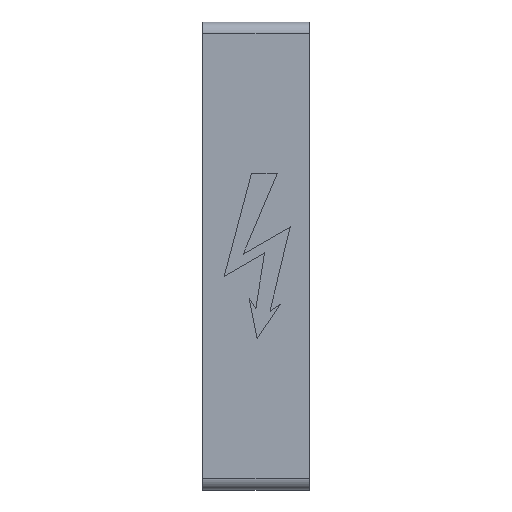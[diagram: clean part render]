
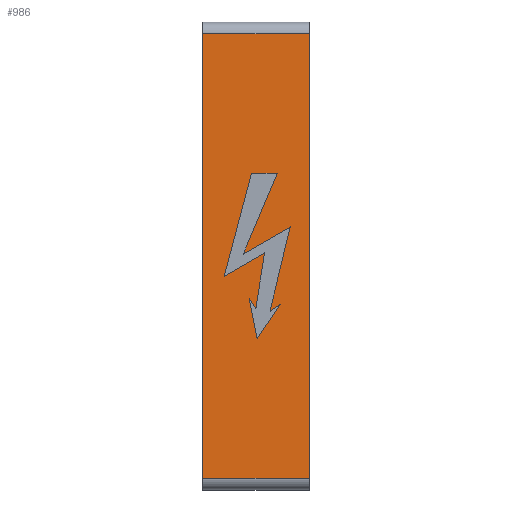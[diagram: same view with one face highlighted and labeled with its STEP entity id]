
A CAD part, top view. The second image highlights one B-rep face of the part: STEP entity #986.
In plain terms, the highlighted planar face has unit normal (0, 0, 1).
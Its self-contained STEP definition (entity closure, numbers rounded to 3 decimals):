
#883=AXIS2_PLACEMENT_3D('Plane Axis2P3D',#880,#881,#882) ;
#683=CARTESIAN_POINT('Vertex',(4.5,19.3,9.6)) ;
#686=CARTESIAN_POINT('Line Origine',(4.5,9.9,9.6)) ;
#690=CARTESIAN_POINT('Vertex',(4.5,0.5,9.6)) ;
#730=CARTESIAN_POINT('Line Origine',(2.25,0.5,9.6)) ;
#734=CARTESIAN_POINT('Vertex',(0.,0.5,9.6)) ;
#762=CARTESIAN_POINT('Line Origine',(0.,9.9,9.6)) ;
#766=CARTESIAN_POINT('Vertex',(0.,19.3,9.6)) ;
#880=CARTESIAN_POINT('Axis2P3D Location',(2.25,0.5,9.6)) ;
#885=CARTESIAN_POINT('Line Origine',(2.25,19.3,9.6)) ;
#896=CARTESIAN_POINT('Line Origine',(1.48,11.218,9.6)) ;
#900=CARTESIAN_POINT('Vertex',(2.059,13.4,9.6)) ;
#902=CARTESIAN_POINT('Vertex',(0.9,9.035,9.6)) ;
#905=CARTESIAN_POINT('Line Origine',(2.606,13.4,9.6)) ;
#909=CARTESIAN_POINT('Vertex',(3.153,13.4,9.6)) ;
#912=CARTESIAN_POINT('Line Origine',(2.431,11.689,9.6)) ;
#916=CARTESIAN_POINT('Vertex',(1.709,9.978,9.6)) ;
#919=CARTESIAN_POINT('Line Origine',(2.705,10.553,9.6)) ;
#923=CARTESIAN_POINT('Vertex',(3.7,11.127,9.6)) ;
#926=CARTESIAN_POINT('Line Origine',(3.272,9.347,9.6)) ;
#930=CARTESIAN_POINT('Vertex',(2.843,7.567,9.6)) ;
#933=CARTESIAN_POINT('Line Origine',(3.059,7.711,9.6)) ;
#937=CARTESIAN_POINT('Vertex',(3.274,7.854,9.6)) ;
#940=CARTESIAN_POINT('Line Origine',(2.787,7.127,9.6)) ;
#944=CARTESIAN_POINT('Vertex',(2.3,6.4,9.6)) ;
#947=CARTESIAN_POINT('Line Origine',(2.13,7.258,9.6)) ;
#951=CARTESIAN_POINT('Vertex',(1.96,8.117,9.6)) ;
#954=CARTESIAN_POINT('Line Origine',(2.102,7.904,9.6)) ;
#958=CARTESIAN_POINT('Vertex',(2.243,7.692,9.6)) ;
#961=CARTESIAN_POINT('Line Origine',(2.429,8.859,9.6)) ;
#965=CARTESIAN_POINT('Vertex',(2.615,10.026,9.6)) ;
#968=CARTESIAN_POINT('Line Origine',(1.758,9.53,9.6)) ;
#687=DIRECTION('Vector Direction',(0.,1.,0.)) ;
#731=DIRECTION('Vector Direction',(-1.,0.,0.)) ;
#763=DIRECTION('Vector Direction',(0.,1.,0.)) ;
#881=DIRECTION('Axis2P3D Direction',(0.,0.,1.)) ;
#882=DIRECTION('Axis2P3D XDirection',(0.,1.,0.)) ;
#886=DIRECTION('Vector Direction',(-1.,0.,0.)) ;
#897=DIRECTION('Vector Direction',(0.257,0.966,0.)) ;
#906=DIRECTION('Vector Direction',(1.,0.,0.)) ;
#913=DIRECTION('Vector Direction',(-0.389,-0.921,0.)) ;
#920=DIRECTION('Vector Direction',(0.866,0.5,0.)) ;
#927=DIRECTION('Vector Direction',(-0.234,-0.972,0.)) ;
#934=DIRECTION('Vector Direction',(0.832,0.555,0.)) ;
#941=DIRECTION('Vector Direction',(-0.556,-0.831,0.)) ;
#948=DIRECTION('Vector Direction',(-0.194,0.981,0.)) ;
#955=DIRECTION('Vector Direction',(0.555,-0.832,0.)) ;
#962=DIRECTION('Vector Direction',(0.157,0.988,0.)) ;
#969=DIRECTION('Vector Direction',(-0.866,-0.5,0.)) ;
#688=VECTOR('Line Direction',#687,1.) ;
#732=VECTOR('Line Direction',#731,1.) ;
#764=VECTOR('Line Direction',#763,1.) ;
#887=VECTOR('Line Direction',#886,1.) ;
#898=VECTOR('Line Direction',#897,1.) ;
#907=VECTOR('Line Direction',#906,1.) ;
#914=VECTOR('Line Direction',#913,1.) ;
#921=VECTOR('Line Direction',#920,1.) ;
#928=VECTOR('Line Direction',#927,1.) ;
#935=VECTOR('Line Direction',#934,1.) ;
#942=VECTOR('Line Direction',#941,1.) ;
#949=VECTOR('Line Direction',#948,1.) ;
#956=VECTOR('Line Direction',#955,1.) ;
#963=VECTOR('Line Direction',#962,1.) ;
#970=VECTOR('Line Direction',#969,1.) ;
#891=ORIENTED_EDGE('',*,*,#736,.F.) ;
#892=ORIENTED_EDGE('',*,*,#692,.T.) ;
#893=ORIENTED_EDGE('',*,*,#889,.T.) ;
#894=ORIENTED_EDGE('',*,*,#768,.F.) ;
#974=ORIENTED_EDGE('',*,*,#904,.F.) ;
#975=ORIENTED_EDGE('',*,*,#911,.F.) ;
#976=ORIENTED_EDGE('',*,*,#918,.F.) ;
#977=ORIENTED_EDGE('',*,*,#925,.F.) ;
#978=ORIENTED_EDGE('',*,*,#932,.F.) ;
#979=ORIENTED_EDGE('',*,*,#939,.F.) ;
#980=ORIENTED_EDGE('',*,*,#946,.F.) ;
#981=ORIENTED_EDGE('',*,*,#953,.F.) ;
#982=ORIENTED_EDGE('',*,*,#960,.F.) ;
#983=ORIENTED_EDGE('',*,*,#967,.F.) ;
#984=ORIENTED_EDGE('',*,*,#972,.F.) ;
#985=FACE_BOUND('',#973,.T.) ;
#986=ADVANCED_FACE('Hauptkoerper',(#895,#985),#884,.T.) ;
#692=EDGE_CURVE('',#691,#684,#689,.T.) ;
#736=EDGE_CURVE('',#691,#735,#733,.T.) ;
#768=EDGE_CURVE('',#735,#767,#765,.T.) ;
#889=EDGE_CURVE('',#684,#767,#888,.T.) ;
#904=EDGE_CURVE('',#901,#903,#899,.F.) ;
#911=EDGE_CURVE('',#910,#901,#908,.F.) ;
#918=EDGE_CURVE('',#917,#910,#915,.F.) ;
#925=EDGE_CURVE('',#924,#917,#922,.F.) ;
#932=EDGE_CURVE('',#931,#924,#929,.F.) ;
#939=EDGE_CURVE('',#938,#931,#936,.F.) ;
#946=EDGE_CURVE('',#945,#938,#943,.F.) ;
#953=EDGE_CURVE('',#952,#945,#950,.F.) ;
#960=EDGE_CURVE('',#959,#952,#957,.F.) ;
#967=EDGE_CURVE('',#966,#959,#964,.F.) ;
#972=EDGE_CURVE('',#903,#966,#971,.F.) ;
#890=EDGE_LOOP('',(#891,#892,#893,#894)) ;
#973=EDGE_LOOP('',(#974,#975,#976,#977,#978,#979,#980,#981,#982,#983,#984)) ;
#895=FACE_OUTER_BOUND('',#890,.T.) ;
#689=LINE('Line',#686,#688) ;
#733=LINE('Line',#730,#732) ;
#765=LINE('Line',#762,#764) ;
#888=LINE('Line',#885,#887) ;
#899=LINE('Line',#896,#898) ;
#908=LINE('Line',#905,#907) ;
#915=LINE('Line',#912,#914) ;
#922=LINE('Line',#919,#921) ;
#929=LINE('Line',#926,#928) ;
#936=LINE('Line',#933,#935) ;
#943=LINE('Line',#940,#942) ;
#950=LINE('Line',#947,#949) ;
#957=LINE('Line',#954,#956) ;
#964=LINE('Line',#961,#963) ;
#971=LINE('Line',#968,#970) ;
#884=PLANE('',#883) ;
#684=VERTEX_POINT('',#683) ;
#691=VERTEX_POINT('',#690) ;
#735=VERTEX_POINT('',#734) ;
#767=VERTEX_POINT('',#766) ;
#901=VERTEX_POINT('',#900) ;
#903=VERTEX_POINT('',#902) ;
#910=VERTEX_POINT('',#909) ;
#917=VERTEX_POINT('',#916) ;
#924=VERTEX_POINT('',#923) ;
#931=VERTEX_POINT('',#930) ;
#938=VERTEX_POINT('',#937) ;
#945=VERTEX_POINT('',#944) ;
#952=VERTEX_POINT('',#951) ;
#959=VERTEX_POINT('',#958) ;
#966=VERTEX_POINT('',#965) ;
